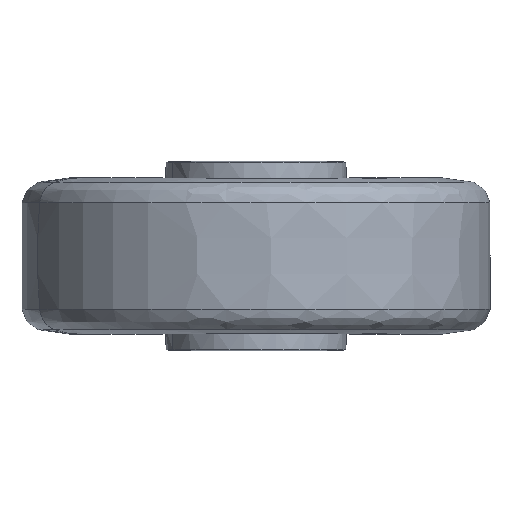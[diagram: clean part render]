
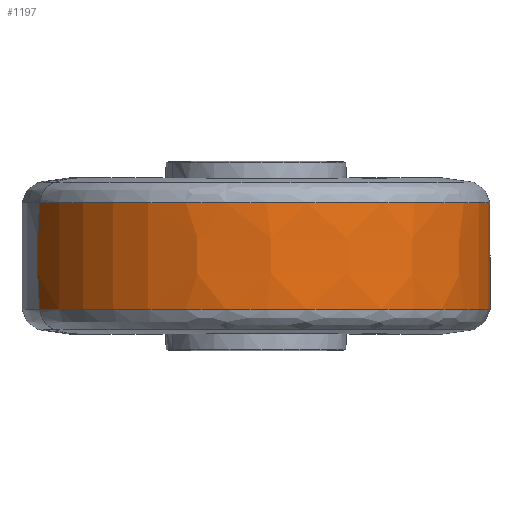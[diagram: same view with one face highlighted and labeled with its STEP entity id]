
A CAD part, front view. The second image highlights one B-rep face of the part: STEP entity #1197.
In plain terms, the highlighted free-form (B-spline) face has degree [3, 3] with [4, 4] control points.
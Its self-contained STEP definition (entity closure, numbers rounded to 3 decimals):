
#52 = CARTESIAN_POINT ( 'NONE',  ( 82.508, -74.292, 3.762 ) ) ;
#103 = CARTESIAN_POINT ( 'NONE',  ( -47.988, -19.781, 11.255 ) ) ;
#267 = AXIS2_PLACEMENT_3D ( 'NONE', #2959, #2678, #1210 ) ;
#370 = CARTESIAN_POINT ( 'NONE',  ( -48.613, -20.04, 3.762 ) ) ;
#506 = ORIENTED_EDGE ( 'NONE', *, *, #893, .T. ) ;
#567 = DIRECTION ( 'NONE',  ( -0.924, -0.383, 0. ) ) ;
#668 = CIRCLE ( 'NONE', #2885, 125. ) ;
#754 = DIRECTION ( 'NONE',  ( 0.924, 0.383, 0. ) ) ;
#893 = EDGE_CURVE ( 'NONE', #1698, #2513, #2649, .T. ) ;
#924 = CARTESIAN_POINT ( 'NONE',  ( 81.363, -73.3, 11.255 ) ) ;
#939 = CARTESIAN_POINT ( 'NONE',  ( 82.508, -74.292, -3.762 ) ) ;
#960 = CARTESIAN_POINT ( 'NONE',  ( 43.447, 18.135, -11.255 ) ) ;
#1043 = DIRECTION ( 'NONE',  ( 0.383, -0.924, 0. ) ) ;
#1108 = DIRECTION ( 'NONE',  ( 0., 0., -1. ) ) ;
#1124 =( BOUNDED_SURFACE ( )  B_SPLINE_SURFACE ( 3, 3, ( 
 ( #2751, #2130, #2975, #2435 ),
 ( #1815, #939, #1833, #3018 ),
 ( #1851, #52, #2453, #370 ),
 ( #1571, #924, #2093, #2418 ) ),
 .UNSPECIFIED., .F., .F., .T. ) 
 B_SPLINE_SURFACE_WITH_KNOTS ( ( 4, 4 ),
 ( 4, 4 ),
 ( 0., 1. ),
 ( 0., 1. ),
 .UNSPECIFIED. ) 
 GEOMETRIC_REPRESENTATION_ITEM ( )  RATIONAL_B_SPLINE_SURFACE ( (
 ( 1., 0.333, 0.333, 1.),
 ( 0.997, 0.332, 0.332, 0.997),
 ( 0.997, 0.332, 0.332, 0.997),
 ( 1., 0.333, 0.333, 1.) ) ) 
 REPRESENTATION_ITEM ( '' )  SURFACE ( )  );
#1197 = ADVANCED_FACE ( 'NONE', ( #1708 ), #1124, .T. ) ;
#1210 = DIRECTION ( 'NONE',  ( -0.924, -0.383, 0. ) ) ;
#1571 = CARTESIAN_POINT ( 'NONE',  ( 43.447, 18.135, 11.255 ) ) ;
#1698 = VERTEX_POINT ( 'NONE', #3231 ) ;
#1705 = VERTEX_POINT ( 'NONE', #2909 ) ;
#1708 = FACE_OUTER_BOUND ( 'NONE', #3723, .T. ) ;
#1742 = CARTESIAN_POINT ( 'NONE',  ( 67.009, 27.906, 0. ) ) ;
#1756 = EDGE_CURVE ( 'NONE', #1705, #1996, #2039, .T. ) ;
#1815 = CARTESIAN_POINT ( 'NONE',  ( 44.073, 18.395, -3.762 ) ) ;
#1833 = CARTESIAN_POINT ( 'NONE',  ( -10.179, -112.727, -3.762 ) ) ;
#1851 = CARTESIAN_POINT ( 'NONE',  ( 44.073, 18.395, 3.762 ) ) ;
#1937 = EDGE_CURVE ( 'NONE', #1705, #2513, #668, .T. ) ;
#1996 = VERTEX_POINT ( 'NONE', #960 ) ;
#2039 = CIRCLE ( 'NONE', #267, 49.492 ) ;
#2093 = CARTESIAN_POINT ( 'NONE',  ( -10.072, -111.215, 11.255 ) ) ;
#2130 = CARTESIAN_POINT ( 'NONE',  ( 81.363, -73.3, -11.255 ) ) ;
#2155 = CARTESIAN_POINT ( 'NONE',  ( -71.55, -29.551, 0. ) ) ;
#2303 = CARTESIAN_POINT ( 'NONE',  ( -2.27, -0.823, 11.255 ) ) ;
#2418 = CARTESIAN_POINT ( 'NONE',  ( -47.988, -19.781, 11.255 ) ) ;
#2435 = CARTESIAN_POINT ( 'NONE',  ( -47.988, -19.781, -11.255 ) ) ;
#2453 = CARTESIAN_POINT ( 'NONE',  ( -10.179, -112.727, 3.762 ) ) ;
#2513 = VERTEX_POINT ( 'NONE', #103 ) ;
#2649 = CIRCLE ( 'NONE', #3196, 49.492 ) ;
#2678 = DIRECTION ( 'NONE',  ( 0., 0., 1. ) ) ;
#2751 = CARTESIAN_POINT ( 'NONE',  ( 43.447, 18.135, -11.255 ) ) ;
#2828 = EDGE_CURVE ( 'NONE', #1996, #1698, #3601, .T. ) ;
#2885 = AXIS2_PLACEMENT_3D ( 'NONE', #1742, #3782, #2907 ) ;
#2907 = DIRECTION ( 'NONE',  ( -0.924, -0.383, 0. ) ) ;
#2909 = CARTESIAN_POINT ( 'NONE',  ( -47.988, -19.781, -11.255 ) ) ;
#2959 = CARTESIAN_POINT ( 'NONE',  ( -2.27, -0.823, -11.255 ) ) ;
#2972 = ORIENTED_EDGE ( 'NONE', *, *, #1937, .F. ) ;
#2975 = CARTESIAN_POINT ( 'NONE',  ( -10.072, -111.215, -11.255 ) ) ;
#3018 = CARTESIAN_POINT ( 'NONE',  ( -48.613, -20.04, -3.762 ) ) ;
#3087 = ORIENTED_EDGE ( 'NONE', *, *, #1756, .T. ) ;
#3196 = AXIS2_PLACEMENT_3D ( 'NONE', #2303, #1108, #567 ) ;
#3231 = CARTESIAN_POINT ( 'NONE',  ( 43.447, 18.135, 11.255 ) ) ;
#3399 = ORIENTED_EDGE ( 'NONE', *, *, #2828, .T. ) ;
#3601 = CIRCLE ( 'NONE', #3793, 125. ) ;
#3723 = EDGE_LOOP ( 'NONE', ( #3087, #3399, #506, #2972 ) ) ;
#3782 = DIRECTION ( 'NONE',  ( -0.383, 0.924, 0. ) ) ;
#3793 = AXIS2_PLACEMENT_3D ( 'NONE', #2155, #1043, #754 ) ;
